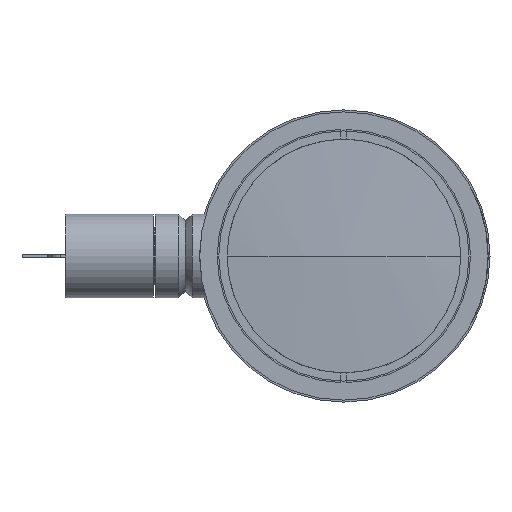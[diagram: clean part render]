
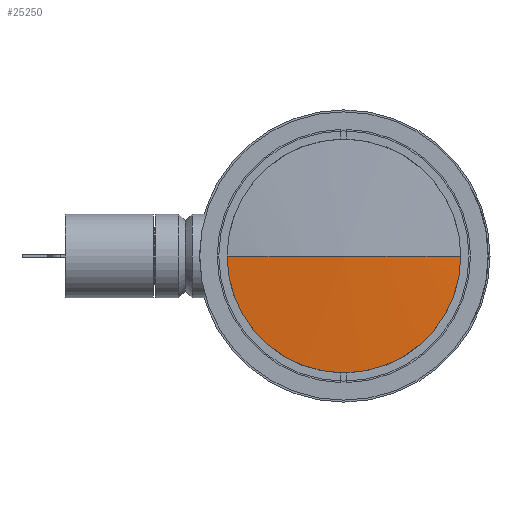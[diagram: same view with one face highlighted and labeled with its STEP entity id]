
A CAD part, left-side view. The second image highlights one B-rep face of the part: STEP entity #25250.
In plain terms, the highlighted spherical face has radius 327.942 mm.
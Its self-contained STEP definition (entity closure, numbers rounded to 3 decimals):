
#642 = CARTESIAN_POINT ( 'NONE',  ( 1.448, 0., 0. ) ) ;
#1167 = DIRECTION ( 'NONE',  ( 0., 0., 1. ) ) ;
#2846 = DIRECTION ( 'NONE',  ( 0., 0., 1. ) ) ;
#4966 = DIRECTION ( 'NONE',  ( -1., 0., 0. ) ) ;
#5749 = EDGE_CURVE ( 'NONE', #91756, #99503, #15117, .T. ) ;
#6640 = EDGE_CURVE ( 'NONE', #91756, #43250, #57678, .T. ) ;
#9981 = CARTESIAN_POINT ( 'NONE',  ( 327.942, 0., 0. ) ) ;
#11475 = DIRECTION ( 'NONE',  ( 0., 0., -1. ) ) ;
#13725 = ORIENTED_EDGE ( 'NONE', *, *, #83365, .T. ) ;
#13880 = AXIS2_PLACEMENT_3D ( 'NONE', #642, #31881, #1167 ) ;
#15117 = CIRCLE ( 'NONE', #83788, 327.942 ) ;
#17266 = CARTESIAN_POINT ( 'NONE',  ( 0., 0., 0. ) ) ;
#23407 = CARTESIAN_POINT ( 'NONE',  ( 1.448, 0., -30.788 ) ) ;
#24860 = SPHERICAL_SURFACE ( 'NONE', #94144, 327.942 ) ;
#25250 = ADVANCED_FACE ( 'NONE', ( #96002 ), #24860, .T. ) ;
#25898 = DIRECTION ( 'NONE',  ( 0., 0., -1. ) ) ;
#27658 = CARTESIAN_POINT ( 'NONE',  ( 1.448, 30.788, 0. ) ) ;
#31881 = DIRECTION ( 'NONE',  ( -1., 0., 0. ) ) ;
#35937 = EDGE_LOOP ( 'NONE', ( #77068, #70436, #13725, #85891 ) ) ;
#36058 = DIRECTION ( 'NONE',  ( 0., 1., 0. ) ) ;
#37009 = CIRCLE ( 'NONE', #13880, 30.788 ) ;
#39435 = VERTEX_POINT ( 'NONE', #77891 ) ;
#42379 = DIRECTION ( 'NONE',  ( 0., 0., 1. ) ) ;
#43250 = VERTEX_POINT ( 'NONE', #23407 ) ;
#46024 = EDGE_CURVE ( 'NONE', #43250, #39435, #37009, .T. ) ;
#46499 = AXIS2_PLACEMENT_3D ( 'NONE', #96952, #11475, #36058 ) ;
#49879 = DIRECTION ( 'NONE',  ( 1., 0., 0. ) ) ;
#57085 = DIRECTION ( 'NONE',  ( 0., 1., 0. ) ) ;
#57678 = CIRCLE ( 'NONE', #96913, 30.788 ) ;
#70436 = ORIENTED_EDGE ( 'NONE', *, *, #46024, .T. ) ;
#77068 = ORIENTED_EDGE ( 'NONE', *, *, #6640, .T. ) ;
#77891 = CARTESIAN_POINT ( 'NONE',  ( 1.448, -30.788, 0. ) ) ;
#79134 = CIRCLE ( 'NONE', #46499, 327.942 ) ;
#80710 = CARTESIAN_POINT ( 'NONE',  ( 1.448, 0., 0. ) ) ;
#83365 = EDGE_CURVE ( 'NONE', #39435, #99503, #79134, .T. ) ;
#83788 = AXIS2_PLACEMENT_3D ( 'NONE', #97492, #2846, #49879 ) ;
#85891 = ORIENTED_EDGE ( 'NONE', *, *, #5749, .F. ) ;
#91756 = VERTEX_POINT ( 'NONE', #27658 ) ;
#94144 = AXIS2_PLACEMENT_3D ( 'NONE', #9981, #25898, #57085 ) ;
#96002 = FACE_OUTER_BOUND ( 'NONE', #35937, .T. ) ;
#96913 = AXIS2_PLACEMENT_3D ( 'NONE', #80710, #4966, #42379 ) ;
#96952 = CARTESIAN_POINT ( 'NONE',  ( 327.942, 0., 0. ) ) ;
#97492 = CARTESIAN_POINT ( 'NONE',  ( 327.942, 0., 0. ) ) ;
#99503 = VERTEX_POINT ( 'NONE', #17266 ) ;
